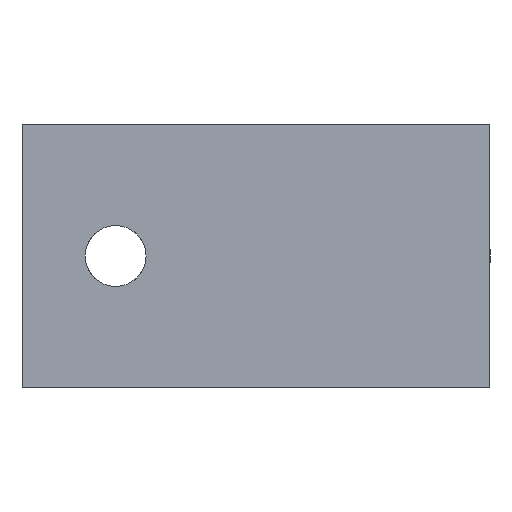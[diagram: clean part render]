
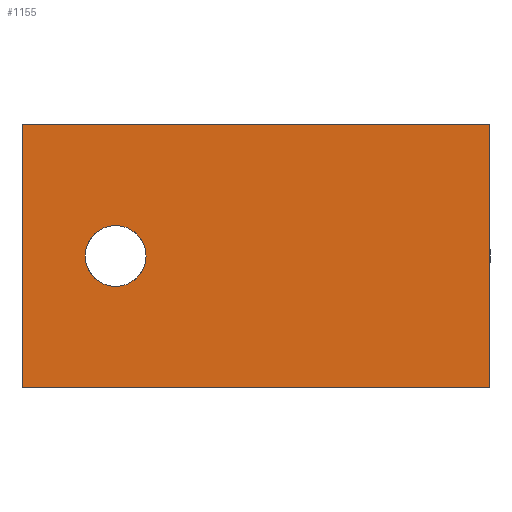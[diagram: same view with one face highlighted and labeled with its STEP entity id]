
A CAD part, front view. The second image highlights one B-rep face of the part: STEP entity #1155.
In plain terms, the highlighted planar face has unit normal (0, -1, 0).
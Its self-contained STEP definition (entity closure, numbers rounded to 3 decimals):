
#23 = VERTEX_POINT ( 'NONE', #947 ) ;
#27 = DIRECTION ( 'NONE',  ( -1., 0., 0. ) ) ;
#50 = DIRECTION ( 'NONE',  ( 1., 0., 0. ) ) ;
#51 = EDGE_LOOP ( 'NONE', ( #753, #1266, #784, #577 ) ) ;
#56 = CARTESIAN_POINT ( 'NONE',  ( -40., 0., 0. ) ) ;
#80 = PLANE ( 'NONE',  #763 ) ;
#101 = DIRECTION ( 'NONE',  ( 0., 1., 0. ) ) ;
#112 = LINE ( 'NONE', #1050, #973 ) ;
#123 = DIRECTION ( 'NONE',  ( 1., 0., 0. ) ) ;
#186 = CIRCLE ( 'NONE', #322, 3.25 ) ;
#196 = VERTEX_POINT ( 'NONE', #262 ) ;
#220 = DIRECTION ( 'NONE',  ( -1., 0., 0. ) ) ;
#262 = CARTESIAN_POINT ( 'NONE',  ( -36.75, 0., 0. ) ) ;
#266 = LINE ( 'NONE', #601, #1328 ) ;
#280 = VERTEX_POINT ( 'NONE', #396 ) ;
#303 = CARTESIAN_POINT ( 'NONE',  ( -40., 0., 0. ) ) ;
#309 = VERTEX_POINT ( 'NONE', #814 ) ;
#310 = CARTESIAN_POINT ( 'NONE',  ( 0., 0., 14. ) ) ;
#322 = AXIS2_PLACEMENT_3D ( 'NONE', #56, #795, #1006 ) ;
#348 = LINE ( 'NONE', #770, #1080 ) ;
#355 = EDGE_CURVE ( 'NONE', #196, #309, #383, .T. ) ;
#383 = CIRCLE ( 'NONE', #1212, 3.25 ) ;
#396 = CARTESIAN_POINT ( 'NONE',  ( 0., 0., -14. ) ) ;
#402 = EDGE_CURVE ( 'NONE', #494, #280, #112, .T. ) ;
#494 = VERTEX_POINT ( 'NONE', #310 ) ;
#542 = CARTESIAN_POINT ( 'NONE',  ( -50., 0., -14. ) ) ;
#577 = ORIENTED_EDGE ( 'NONE', *, *, #1205, .T. ) ;
#601 = CARTESIAN_POINT ( 'NONE',  ( -50., 0., 14. ) ) ;
#611 = ORIENTED_EDGE ( 'NONE', *, *, #355, .T. ) ;
#710 = CARTESIAN_POINT ( 'NONE',  ( -50., 0., 14. ) ) ;
#729 = DIRECTION ( 'NONE',  ( 0., 0., -1. ) ) ;
#753 = ORIENTED_EDGE ( 'NONE', *, *, #1274, .T. ) ;
#763 = AXIS2_PLACEMENT_3D ( 'NONE', #921, #1137, #27 ) ;
#770 = CARTESIAN_POINT ( 'NONE',  ( -50., 0., 14. ) ) ;
#784 = ORIENTED_EDGE ( 'NONE', *, *, #924, .F. ) ;
#795 = DIRECTION ( 'NONE',  ( 0., 1., 0. ) ) ;
#814 = CARTESIAN_POINT ( 'NONE',  ( -43.25, 0., 0. ) ) ;
#818 = ORIENTED_EDGE ( 'NONE', *, *, #896, .T. ) ;
#833 = FACE_BOUND ( 'NONE', #1030, .T. ) ;
#896 = EDGE_CURVE ( 'NONE', #309, #196, #186, .T. ) ;
#921 = CARTESIAN_POINT ( 'NONE',  ( -50., 0., 14. ) ) ;
#924 = EDGE_CURVE ( 'NONE', #1112, #494, #266, .T. ) ;
#947 = CARTESIAN_POINT ( 'NONE',  ( -50., 0., -14. ) ) ;
#973 = VECTOR ( 'NONE', #729, 1000. ) ;
#1006 = DIRECTION ( 'NONE',  ( -1., 0., 0. ) ) ;
#1030 = EDGE_LOOP ( 'NONE', ( #818, #611 ) ) ;
#1039 = VECTOR ( 'NONE', #123, 1000. ) ;
#1050 = CARTESIAN_POINT ( 'NONE',  ( 0., 0., 14. ) ) ;
#1062 = DIRECTION ( 'NONE',  ( 0., 0., -1. ) ) ;
#1080 = VECTOR ( 'NONE', #1062, 1000. ) ;
#1112 = VERTEX_POINT ( 'NONE', #710 ) ;
#1137 = DIRECTION ( 'NONE',  ( 0., 1., 0. ) ) ;
#1155 = ADVANCED_FACE ( 'NONE', ( #833, #1241 ), #80, .F. ) ;
#1205 = EDGE_CURVE ( 'NONE', #1112, #23, #348, .T. ) ;
#1212 = AXIS2_PLACEMENT_3D ( 'NONE', #303, #101, #220 ) ;
#1241 = FACE_OUTER_BOUND ( 'NONE', #51, .T. ) ;
#1266 = ORIENTED_EDGE ( 'NONE', *, *, #402, .F. ) ;
#1274 = EDGE_CURVE ( 'NONE', #23, #280, #1278, .T. ) ;
#1278 = LINE ( 'NONE', #542, #1039 ) ;
#1328 = VECTOR ( 'NONE', #50, 1000. ) ;
